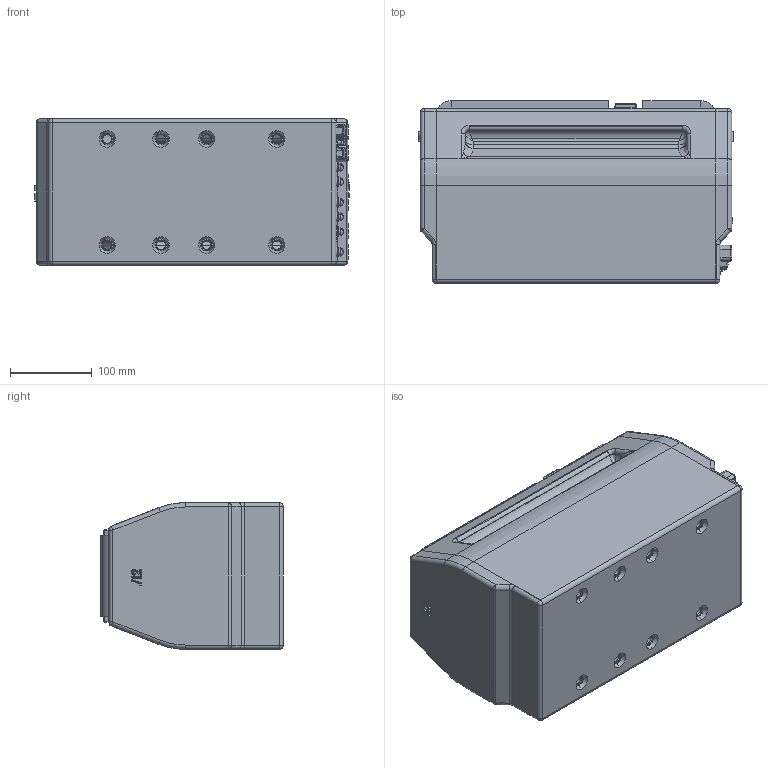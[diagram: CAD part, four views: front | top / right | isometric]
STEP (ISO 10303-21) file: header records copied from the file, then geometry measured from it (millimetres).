
FILE_DESCRIPTION (( 'STEP AP203' ), '1' );
FILE_NAME ('ﾒﾎﾋ-10-ﾌ-4 (2500, 3000 ﾀ).STEP', '2018-02-28T04:50:42', ( '' ), ( '' ), 'SwSTEP 2.0', 'SolidWorks 2010', '' );
FILE_SCHEMA (( 'CONFIG_CONTROL_DESIGN' ));
Length unit declared in the file: millimetre
Products named in the file (1): ﾒﾎﾋ-10-ﾌ-4 (2500, 3000 ﾀ)
Bounding box: 385 x 224 x 180 mm (x, y, z)
Surface area: 421802.9 mm2 (no closed solid volume)
Topology: 0 solids, 70 shells, 1004 faces, 5544 edges, 4539 vertices
Faces by surface type: plane 409, cylinder 227, cone 185, bspline 133, sphere 38, torus 12
Entity records: 71062 total; most frequent: CARTESIAN_POINT 32521, ORIENTED_EDGE 7468, DIRECTION 6474, EDGE_CURVE 5522, VERTEX_POINT 4539, LINE 2902, VECTOR 2902, AXIS2_PLACEMENT_3D 1786
